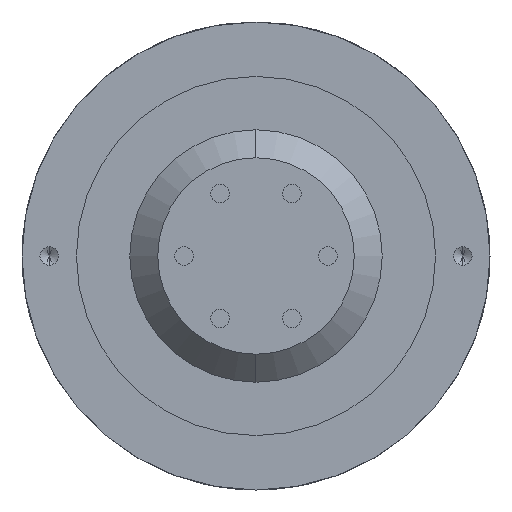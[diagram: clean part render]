
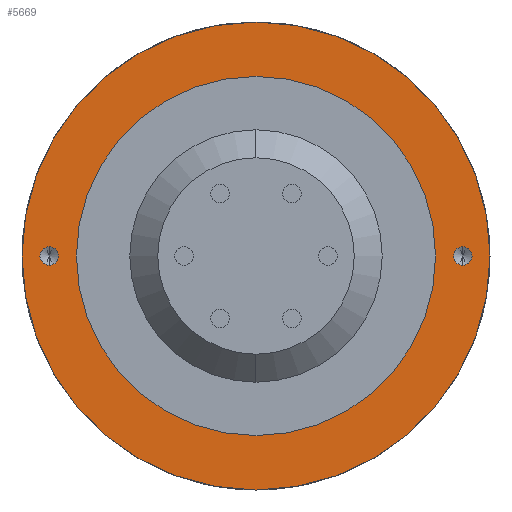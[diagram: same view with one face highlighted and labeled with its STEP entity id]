
A CAD part, left-side view. The second image highlights one B-rep face of the part: STEP entity #5669.
In plain terms, the highlighted planar face has unit normal (-1, 0, 0).
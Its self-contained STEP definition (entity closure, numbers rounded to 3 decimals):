
#1 = DIRECTION ( 'NONE',  ( -1., 0., 0. ) ) ;
#19 = CARTESIAN_POINT ( 'NONE',  ( -54.5, 0., 0. ) ) ;
#58 = FACE_BOUND ( 'NONE', #4834, .T. ) ;
#214 = CIRCLE ( 'NONE', #3464, 1.5 ) ;
#230 = VERTEX_POINT ( 'NONE', #1947 ) ;
#238 = CIRCLE ( 'NONE', #977, 38. ) ;
#420 = CARTESIAN_POINT ( 'NONE',  ( -54.5, 0., 0. ) ) ;
#497 = CARTESIAN_POINT ( 'NONE',  ( -54.5, 0., 38. ) ) ;
#527 = CARTESIAN_POINT ( 'NONE',  ( -54.5, 33.58, -1.5 ) ) ;
#528 = CARTESIAN_POINT ( 'NONE',  ( -54.5, 33.58, 0. ) ) ;
#532 = VERTEX_POINT ( 'NONE', #1077 ) ;
#621 = EDGE_LOOP ( 'NONE', ( #2732, #3669 ) ) ;
#685 = CIRCLE ( 'NONE', #1140, 29.16 ) ;
#863 = CIRCLE ( 'NONE', #3469, 29.16 ) ;
#977 = AXIS2_PLACEMENT_3D ( 'NONE', #19, #4075, #3638 ) ;
#1077 = CARTESIAN_POINT ( 'NONE',  ( -54.5, -33.58, -1.5 ) ) ;
#1093 = DIRECTION ( 'NONE',  ( -1., 0., 0. ) ) ;
#1140 = AXIS2_PLACEMENT_3D ( 'NONE', #2738, #1309, #1772 ) ;
#1150 = EDGE_CURVE ( 'NONE', #3273, #4029, #5293, .T. ) ;
#1206 = EDGE_LOOP ( 'NONE', ( #2927, #2551 ) ) ;
#1218 = CARTESIAN_POINT ( 'NONE',  ( -54.5, 0., -38. ) ) ;
#1235 = EDGE_CURVE ( 'NONE', #230, #2636, #685, .T. ) ;
#1253 = DIRECTION ( 'NONE',  ( 0., 0., 1. ) ) ;
#1278 = EDGE_CURVE ( 'NONE', #3738, #5681, #214, .T. ) ;
#1309 = DIRECTION ( 'NONE',  ( -1., 0., 0. ) ) ;
#1314 = EDGE_CURVE ( 'NONE', #2636, #230, #863, .T. ) ;
#1319 = CIRCLE ( 'NONE', #3928, 1.5 ) ;
#1434 = CARTESIAN_POINT ( 'NONE',  ( -54.5, 33.58, 0. ) ) ;
#1458 = CARTESIAN_POINT ( 'NONE',  ( -54.5, 0., -29.16 ) ) ;
#1711 = ORIENTED_EDGE ( 'NONE', *, *, #3142, .F. ) ;
#1772 = DIRECTION ( 'NONE',  ( 0., 0., 1. ) ) ;
#1826 = PLANE ( 'NONE',  #4876 ) ;
#1862 = DIRECTION ( 'NONE',  ( 0., 0., 1. ) ) ;
#1929 = ORIENTED_EDGE ( 'NONE', *, *, #1278, .F. ) ;
#1947 = CARTESIAN_POINT ( 'NONE',  ( -54.5, 0., 29.16 ) ) ;
#1992 = CIRCLE ( 'NONE', #2257, 1.5 ) ;
#2257 = AXIS2_PLACEMENT_3D ( 'NONE', #528, #5336, #4603 ) ;
#2307 = EDGE_CURVE ( 'NONE', #4659, #532, #1319, .T. ) ;
#2551 = ORIENTED_EDGE ( 'NONE', *, *, #5384, .F. ) ;
#2636 = VERTEX_POINT ( 'NONE', #1458 ) ;
#2648 = AXIS2_PLACEMENT_3D ( 'NONE', #3364, #2803, #4216 ) ;
#2728 = DIRECTION ( 'NONE',  ( 0., 0., 1. ) ) ;
#2732 = ORIENTED_EDGE ( 'NONE', *, *, #1235, .F. ) ;
#2738 = CARTESIAN_POINT ( 'NONE',  ( -54.5, 0., 0. ) ) ;
#2786 = FACE_BOUND ( 'NONE', #621, .T. ) ;
#2803 = DIRECTION ( 'NONE',  ( -1., 0., 0. ) ) ;
#2927 = ORIENTED_EDGE ( 'NONE', *, *, #2307, .F. ) ;
#2940 = CIRCLE ( 'NONE', #2648, 1.5 ) ;
#3046 = CARTESIAN_POINT ( 'NONE',  ( -54.5, 33.58, 1.5 ) ) ;
#3095 = ORIENTED_EDGE ( 'NONE', *, *, #1150, .T. ) ;
#3142 = EDGE_CURVE ( 'NONE', #5681, #3738, #1992, .T. ) ;
#3273 = VERTEX_POINT ( 'NONE', #1218 ) ;
#3364 = CARTESIAN_POINT ( 'NONE',  ( -54.5, -33.58, 0. ) ) ;
#3419 = EDGE_CURVE ( 'NONE', #4029, #3273, #238, .T. ) ;
#3464 = AXIS2_PLACEMENT_3D ( 'NONE', #1434, #1, #4457 ) ;
#3469 = AXIS2_PLACEMENT_3D ( 'NONE', #4184, #1093, #4610 ) ;
#3615 = CARTESIAN_POINT ( 'NONE',  ( -54.5, 0., 0. ) ) ;
#3638 = DIRECTION ( 'NONE',  ( 0., 0., 1. ) ) ;
#3669 = ORIENTED_EDGE ( 'NONE', *, *, #1314, .F. ) ;
#3738 = VERTEX_POINT ( 'NONE', #3046 ) ;
#3904 = CARTESIAN_POINT ( 'NONE',  ( -54.5, -33.58, 0. ) ) ;
#3926 = AXIS2_PLACEMENT_3D ( 'NONE', #420, #5367, #1862 ) ;
#3928 = AXIS2_PLACEMENT_3D ( 'NONE', #3904, #5602, #1253 ) ;
#4029 = VERTEX_POINT ( 'NONE', #497 ) ;
#4075 = DIRECTION ( 'NONE',  ( -1., 0., 0. ) ) ;
#4184 = CARTESIAN_POINT ( 'NONE',  ( -54.5, 0., 0. ) ) ;
#4216 = DIRECTION ( 'NONE',  ( 0., 0., 1. ) ) ;
#4457 = DIRECTION ( 'NONE',  ( 0., 0., 1. ) ) ;
#4603 = DIRECTION ( 'NONE',  ( 0., 0., 1. ) ) ;
#4610 = DIRECTION ( 'NONE',  ( 0., 0., 1. ) ) ;
#4659 = VERTEX_POINT ( 'NONE', #5189 ) ;
#4834 = EDGE_LOOP ( 'NONE', ( #1929, #1711 ) ) ;
#4876 = AXIS2_PLACEMENT_3D ( 'NONE', #3615, #4934, #2728 ) ;
#4934 = DIRECTION ( 'NONE',  ( -1., 0., 0. ) ) ;
#5175 = EDGE_LOOP ( 'NONE', ( #3095, #5450 ) ) ;
#5189 = CARTESIAN_POINT ( 'NONE',  ( -54.5, -33.58, 1.5 ) ) ;
#5293 = CIRCLE ( 'NONE', #3926, 38. ) ;
#5335 = FACE_OUTER_BOUND ( 'NONE', #5175, .T. ) ;
#5336 = DIRECTION ( 'NONE',  ( -1., 0., 0. ) ) ;
#5367 = DIRECTION ( 'NONE',  ( -1., 0., 0. ) ) ;
#5384 = EDGE_CURVE ( 'NONE', #532, #4659, #2940, .T. ) ;
#5422 = FACE_BOUND ( 'NONE', #1206, .T. ) ;
#5450 = ORIENTED_EDGE ( 'NONE', *, *, #3419, .T. ) ;
#5602 = DIRECTION ( 'NONE',  ( -1., 0., 0. ) ) ;
#5669 = ADVANCED_FACE ( 'NONE', ( #5422, #58, #2786, #5335 ), #1826, .T. ) ;
#5681 = VERTEX_POINT ( 'NONE', #527 ) ;
